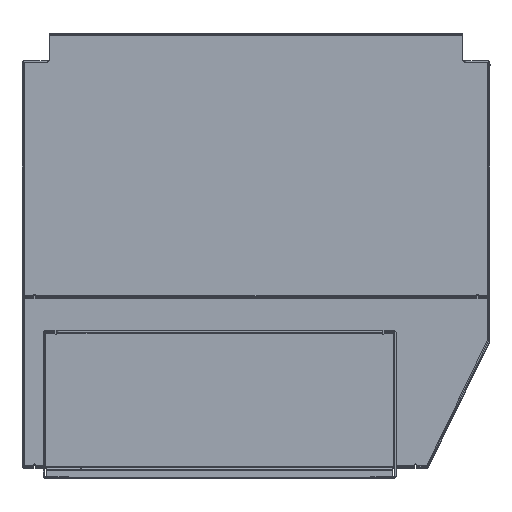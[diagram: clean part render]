
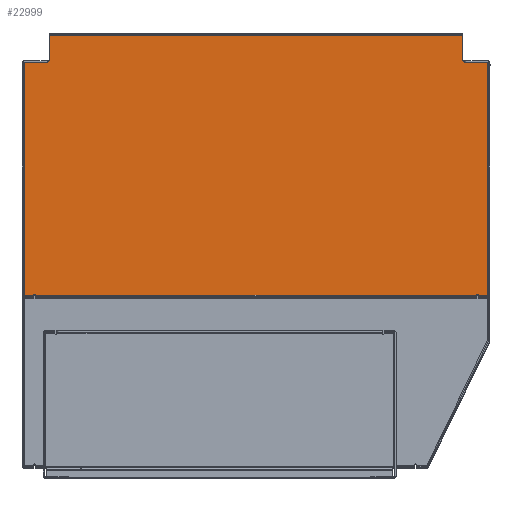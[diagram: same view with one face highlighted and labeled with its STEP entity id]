
A CAD part, top view. The second image highlights one B-rep face of the part: STEP entity #22999.
In plain terms, the highlighted planar face has unit normal (0, 0, 1).
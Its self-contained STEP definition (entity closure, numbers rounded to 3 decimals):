
#303=PLANE('',#24410);
#1320=FACE_OUTER_BOUND('',#2630,.T.);
#2630=EDGE_LOOP('',(#15947,#15948,#15949,#15950,#15951,#15952,#15953,#15954,
#15955,#15956,#15957,#15958,#15959,#15960,#15961,#15962,#15963,#15964));
#4048=LINE('',#32666,#6866);
#4052=LINE('',#32690,#6870);
#4082=LINE('',#32792,#6900);
#4085=LINE('',#32797,#6903);
#4086=LINE('',#32798,#6904);
#4087=LINE('',#32800,#6905);
#4088=LINE('',#32804,#6906);
#4089=LINE('',#32806,#6907);
#4090=LINE('',#32808,#6908);
#4091=LINE('',#32812,#6909);
#4092=LINE('',#32814,#6910);
#4093=LINE('',#32816,#6911);
#4094=LINE('',#32817,#6912);
#4095=LINE('',#32821,#6913);
#6866=VECTOR('',#26197,10.);
#6870=VECTOR('',#26223,10.);
#6900=VECTOR('',#26321,10.);
#6903=VECTOR('',#26326,1.783);
#6904=VECTOR('',#26327,10.);
#6905=VECTOR('',#26328,10.);
#6906=VECTOR('',#26331,10.);
#6907=VECTOR('',#26332,10.);
#6908=VECTOR('',#26333,10.);
#6909=VECTOR('',#26336,10.);
#6910=VECTOR('',#26337,10.);
#6911=VECTOR('',#26338,10.);
#6912=VECTOR('',#26339,10.);
#6913=VECTOR('',#26342,10.);
#9709=CIRCLE('',#24411,1.);
#9710=CIRCLE('',#24412,1.);
#9711=CIRCLE('',#24413,1.25);
#9712=CIRCLE('',#24414,1.25);
#10208=VERTEX_POINT('',#32659);
#10211=VERTEX_POINT('',#32664);
#10217=VERTEX_POINT('',#32681);
#10220=VERTEX_POINT('',#32688);
#10252=VERTEX_POINT('',#32779);
#10256=VERTEX_POINT('',#32788);
#10258=VERTEX_POINT('',#32791);
#10260=VERTEX_POINT('',#32799);
#10261=VERTEX_POINT('',#32801);
#10262=VERTEX_POINT('',#32803);
#10263=VERTEX_POINT('',#32805);
#10264=VERTEX_POINT('',#32807);
#10265=VERTEX_POINT('',#32809);
#10266=VERTEX_POINT('',#32811);
#10267=VERTEX_POINT('',#32813);
#10268=VERTEX_POINT('',#32815);
#10269=VERTEX_POINT('',#32818);
#10270=VERTEX_POINT('',#32820);
#12440=EDGE_CURVE('',#10211,#10208,#4048,.T.);
#12451=EDGE_CURVE('',#10220,#10217,#4052,.T.);
#12501=EDGE_CURVE('',#10258,#10256,#4082,.T.);
#12504=EDGE_CURVE('',#10252,#10211,#4085,.T.);
#12505=EDGE_CURVE('',#10252,#10258,#4086,.T.);
#12506=EDGE_CURVE('',#10260,#10256,#4087,.T.);
#12507=EDGE_CURVE('',#10261,#10260,#9709,.T.);
#12508=EDGE_CURVE('',#10261,#10262,#4088,.T.);
#12509=EDGE_CURVE('',#10262,#10263,#4089,.T.);
#12510=EDGE_CURVE('',#10264,#10263,#4090,.T.);
#12511=EDGE_CURVE('',#10265,#10264,#9710,.T.);
#12512=EDGE_CURVE('',#10266,#10265,#4091,.T.);
#12513=EDGE_CURVE('',#10266,#10267,#4092,.T.);
#12514=EDGE_CURVE('',#10267,#10268,#4093,.T.);
#12515=EDGE_CURVE('',#10268,#10217,#4094,.T.);
#12516=EDGE_CURVE('',#10220,#10269,#9711,.T.);
#12517=EDGE_CURVE('',#10269,#10270,#4095,.T.);
#12518=EDGE_CURVE('',#10270,#10208,#9712,.T.);
#15947=ORIENTED_EDGE('',*,*,#12440,.F.);
#15948=ORIENTED_EDGE('',*,*,#12504,.F.);
#15949=ORIENTED_EDGE('',*,*,#12505,.T.);
#15950=ORIENTED_EDGE('',*,*,#12501,.T.);
#15951=ORIENTED_EDGE('',*,*,#12506,.F.);
#15952=ORIENTED_EDGE('',*,*,#12507,.F.);
#15953=ORIENTED_EDGE('',*,*,#12508,.T.);
#15954=ORIENTED_EDGE('',*,*,#12509,.T.);
#15955=ORIENTED_EDGE('',*,*,#12510,.F.);
#15956=ORIENTED_EDGE('',*,*,#12511,.F.);
#15957=ORIENTED_EDGE('',*,*,#12512,.F.);
#15958=ORIENTED_EDGE('',*,*,#12513,.T.);
#15959=ORIENTED_EDGE('',*,*,#12514,.T.);
#15960=ORIENTED_EDGE('',*,*,#12515,.T.);
#15961=ORIENTED_EDGE('',*,*,#12451,.F.);
#15962=ORIENTED_EDGE('',*,*,#12516,.T.);
#15963=ORIENTED_EDGE('',*,*,#12517,.T.);
#15964=ORIENTED_EDGE('',*,*,#12518,.T.);
#22999=ADVANCED_FACE('',(#1320),#303,.T.);
#24410=AXIS2_PLACEMENT_3D('',#32796,#26324,#26325);
#24411=AXIS2_PLACEMENT_3D('',#32802,#26329,#26330);
#24412=AXIS2_PLACEMENT_3D('',#32810,#26334,#26335);
#24413=AXIS2_PLACEMENT_3D('',#32819,#26340,#26341);
#24414=AXIS2_PLACEMENT_3D('',#32822,#26343,#26344);
#26197=DIRECTION('',(-1.,0.,0.));
#26223=DIRECTION('',(-1.,0.,0.));
#26321=DIRECTION('',(0.,1.,0.));
#26324=DIRECTION('center_axis',(0.,0.,1.));
#26325=DIRECTION('ref_axis',(1.,0.,0.));
#26326=DIRECTION('',(0.,-1.,0.));
#26327=DIRECTION('',(-1.,0.,0.));
#26328=DIRECTION('',(1.,0.,0.));
#26329=DIRECTION('center_axis',(0.,0.,1.));
#26330=DIRECTION('ref_axis',(-0.707,-0.707,0.));
#26331=DIRECTION('',(0.,1.,0.));
#26332=DIRECTION('',(-1.,0.,0.));
#26333=DIRECTION('',(0.,1.,0.));
#26334=DIRECTION('center_axis',(0.,0.,1.));
#26335=DIRECTION('ref_axis',(0.707,-0.707,0.));
#26336=DIRECTION('',(1.,0.,0.));
#26337=DIRECTION('',(0.,-1.,0.));
#26338=DIRECTION('',(-1.,0.,0.));
#26339=DIRECTION('',(0.,-1.,0.));
#26340=DIRECTION('center_axis',(0.,0.,-1.));
#26341=DIRECTION('ref_axis',(1.,0.,0.));
#26342=DIRECTION('',(1.,0.,0.));
#26343=DIRECTION('center_axis',(0.,0.,-1.));
#26344=DIRECTION('ref_axis',(-1.,0.,0.));
#32659=CARTESIAN_POINT('',(244.55,-257.5,1.25));
#32664=CARTESIAN_POINT('',(254.75,-257.5,1.25));
#32666=CARTESIAN_POINT('',(189.837,-257.5,1.25));
#32681=CARTESIAN_POINT('',(-254.75,-257.5,1.25));
#32688=CARTESIAN_POINT('',(-244.55,-257.5,1.25));
#32690=CARTESIAN_POINT('',(-61.212,-257.5,1.25));
#32779=CARTESIAN_POINT('',(254.75,-1.25,1.25));
#32788=CARTESIAN_POINT('',(229.75,0.,1.25));
#32791=CARTESIAN_POINT('',(229.75,-1.25,1.25));
#32792=CARTESIAN_POINT('',(229.75,-65.,1.25));
#32796=CARTESIAN_POINT('Origin',(128.625,-130.,1.25));
#32797=CARTESIAN_POINT('',(254.75,-131.25,1.25));
#32798=CARTESIAN_POINT('',(186.137,-1.25,1.25));
#32799=CARTESIAN_POINT('',(228.25,0.,1.25));
#32800=CARTESIAN_POINT('',(252.5,0.,1.25));
#32801=CARTESIAN_POINT('',(227.25,1.,1.25));
#32802=CARTESIAN_POINT('Origin',(228.25,1.,1.25));
#32803=CARTESIAN_POINT('',(227.25,27.5,1.25));
#32804=CARTESIAN_POINT('',(227.25,-3.75,1.25));
#32805=CARTESIAN_POINT('',(-227.25,27.5,1.25));
#32806=CARTESIAN_POINT('',(177.938,27.5,1.25));
#32807=CARTESIAN_POINT('',(-227.25,1.,1.25));
#32808=CARTESIAN_POINT('',(-227.25,-3.75,1.25));
#32809=CARTESIAN_POINT('',(-228.25,0.,1.25));
#32810=CARTESIAN_POINT('Origin',(-228.25,1.,1.25));
#32811=CARTESIAN_POINT('',(-229.75,0.,1.25));
#32812=CARTESIAN_POINT('',(-252.5,0.,1.25));
#32813=CARTESIAN_POINT('',(-229.75,-1.25,1.25));
#32814=CARTESIAN_POINT('',(-229.75,-65.,1.25));
#32815=CARTESIAN_POINT('',(-254.75,-1.25,1.25));
#32816=CARTESIAN_POINT('',(-57.512,-1.25,1.25));
#32817=CARTESIAN_POINT('',(-254.75,-66.25,1.25));
#32818=CARTESIAN_POINT('',(-242.05,-257.5,1.25));
#32819=CARTESIAN_POINT('Origin',(-243.3,-257.5,1.25));
#32820=CARTESIAN_POINT('',(242.05,-257.5,1.25));
#32821=CARTESIAN_POINT('',(191.688,-257.5,1.25));
#32822=CARTESIAN_POINT('Origin',(243.3,-257.5,1.25));
